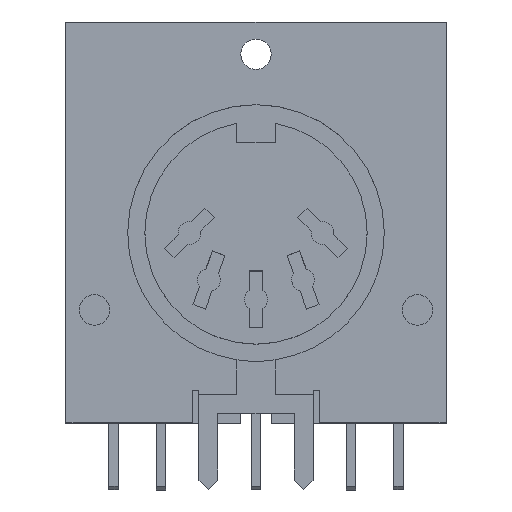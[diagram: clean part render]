
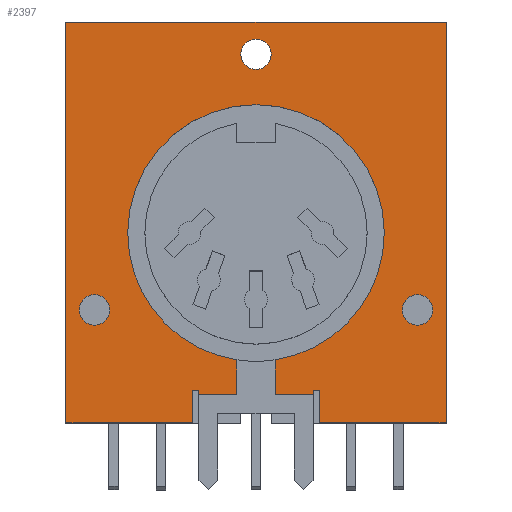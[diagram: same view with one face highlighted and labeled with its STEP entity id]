
A CAD part, top view. The second image highlights one B-rep face of the part: STEP entity #2397.
In plain terms, the highlighted planar face has unit normal (0, 0, 1).
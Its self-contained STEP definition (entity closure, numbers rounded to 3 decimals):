
#1851=DIRECTION('',(0.,-1.,0.));
#1852=VECTOR('',#1851,21.1);
#1853=CARTESIAN_POINT('',(10.,21.1,-0.2));
#1854=LINE('',#1853,#1852);
#1863=DIRECTION('',(-1.,0.,0.));
#1864=VECTOR('',#1863,6.671);
#1865=CARTESIAN_POINT('',(10.,0.,-0.2));
#1866=LINE('',#1865,#1864);
#1871=DIRECTION('',(0.,1.,0.));
#1872=VECTOR('',#1871,1.7);
#1873=CARTESIAN_POINT('',(3.329,0.,-0.2));
#1874=LINE('',#1873,#1872);
#1879=DIRECTION('',(-1.,0.,0.));
#1880=VECTOR('',#1879,0.329);
#1881=CARTESIAN_POINT('',(3.329,1.7,-0.2));
#1882=LINE('',#1881,#1880);
#1887=DIRECTION('',(0.,-1.,0.));
#1888=VECTOR('',#1887,0.2);
#1889=CARTESIAN_POINT('',(3.,1.7,-0.2));
#1890=LINE('',#1889,#1888);
#1891=DIRECTION('',(-1.,0.,0.));
#1892=VECTOR('',#1891,2.);
#1893=CARTESIAN_POINT('',(3.,1.5,-0.2));
#1894=LINE('',#1893,#1892);
#1895=CARTESIAN_POINT('',(0.,10.,-0.2));
#1896=DIRECTION('',(0.,0.,-1.));
#1897=DIRECTION('',(1.,0.,0.));
#1898=AXIS2_PLACEMENT_3D('',#1895,#1896,#1897);
#1900=CARTESIAN_POINT('',(0.,10.,-0.2));
#1901=DIRECTION('',(0.,0.,-1.));
#1902=DIRECTION('',(-1.,0.,0.));
#1903=AXIS2_PLACEMENT_3D('',#1900,#1901,#1902);
#1905=CARTESIAN_POINT('',(0.,10.,-0.2));
#1906=DIRECTION('',(0.,0.,-1.));
#1907=DIRECTION('',(-0.148,-0.989,0.));
#1908=AXIS2_PLACEMENT_3D('',#1905,#1906,#1907);
#1910=DIRECTION('',(1.,0.,0.));
#1911=VECTOR('',#1910,2.);
#1912=CARTESIAN_POINT('',(-3.,1.5,-0.2));
#1913=LINE('',#1912,#1911);
#1914=CARTESIAN_POINT('',(8.5,5.95,-0.2));
#1915=DIRECTION('',(0.,0.,-1.));
#1916=DIRECTION('',(-1.,0.,0.));
#1917=AXIS2_PLACEMENT_3D('',#1914,#1915,#1916);
#1919=CARTESIAN_POINT('',(8.5,5.95,-0.2));
#1920=DIRECTION('',(0.,0.,-1.));
#1921=DIRECTION('',(1.,0.,0.));
#1922=AXIS2_PLACEMENT_3D('',#1919,#1920,#1921);
#1924=CARTESIAN_POINT('',(0.,19.4,-0.2));
#1925=DIRECTION('',(0.,0.,-1.));
#1926=DIRECTION('',(-1.,0.,0.));
#1927=AXIS2_PLACEMENT_3D('',#1924,#1925,#1926);
#1929=CARTESIAN_POINT('',(0.,19.4,-0.2));
#1930=DIRECTION('',(0.,0.,-1.));
#1931=DIRECTION('',(1.,0.,0.));
#1932=AXIS2_PLACEMENT_3D('',#1929,#1930,#1931);
#1934=CARTESIAN_POINT('',(-8.5,5.95,-0.2));
#1935=DIRECTION('',(0.,0.,-1.));
#1936=DIRECTION('',(-1.,0.,0.));
#1937=AXIS2_PLACEMENT_3D('',#1934,#1935,#1936);
#1939=CARTESIAN_POINT('',(-8.5,5.95,-0.2));
#1940=DIRECTION('',(0.,0.,-1.));
#1941=DIRECTION('',(1.,0.,0.));
#1942=AXIS2_PLACEMENT_3D('',#1939,#1940,#1941);
#1948=DIRECTION('',(0.,1.,0.));
#1949=VECTOR('',#1948,1.824);
#1950=CARTESIAN_POINT('',(1.,1.5,-0.2));
#1951=LINE('',#1950,#1949);
#1968=DIRECTION('',(0.,-1.,0.));
#1969=VECTOR('',#1968,1.824);
#1970=CARTESIAN_POINT('',(-1.,3.324,-0.2));
#1971=LINE('',#1970,#1969);
#1988=DIRECTION('',(0.,1.,0.));
#1989=VECTOR('',#1988,0.2);
#1990=CARTESIAN_POINT('',(-3.,1.5,-0.2));
#1991=LINE('',#1990,#1989);
#1996=DIRECTION('',(-1.,0.,0.));
#1997=VECTOR('',#1996,0.329);
#1998=CARTESIAN_POINT('',(-3.,1.7,-0.2));
#1999=LINE('',#1998,#1997);
#2000=DIRECTION('',(0.,-1.,0.));
#2001=VECTOR('',#2000,1.7);
#2002=CARTESIAN_POINT('',(-3.329,1.7,-0.2));
#2003=LINE('',#2002,#2001);
#2004=DIRECTION('',(-1.,0.,0.));
#2005=VECTOR('',#2004,6.671);
#2006=CARTESIAN_POINT('',(-3.329,0.,-0.2));
#2007=LINE('',#2006,#2005);
#2016=DIRECTION('',(0.,1.,0.));
#2017=VECTOR('',#2016,21.1);
#2018=CARTESIAN_POINT('',(-10.,0.,-0.2));
#2019=LINE('',#2018,#2017);
#2032=DIRECTION('',(1.,0.,0.));
#2033=VECTOR('',#2032,20.);
#2034=CARTESIAN_POINT('',(-10.,21.1,-0.2));
#2035=LINE('',#2034,#2033);
#2088=CARTESIAN_POINT('',(3.,1.7,-0.2));
#2090=VERTEX_POINT('',#2088);
#2092=CARTESIAN_POINT('',(-3.,1.7,-0.2));
#2093=CARTESIAN_POINT('',(-3.329,1.7,-0.2));
#2094=VERTEX_POINT('',#2092);
#2095=VERTEX_POINT('',#2093);
#2097=CARTESIAN_POINT('',(-3.,1.5,-0.2));
#2099=VERTEX_POINT('',#2097);
#2102=CARTESIAN_POINT('',(-6.75,10.,-0.2));
#2103=CARTESIAN_POINT('',(6.75,10.,-0.2));
#2104=VERTEX_POINT('',#2102);
#2105=VERTEX_POINT('',#2103);
#2107=CARTESIAN_POINT('',(-10.,0.,-0.2));
#2109=VERTEX_POINT('',#2107);
#2114=CARTESIAN_POINT('',(-0.8,19.4,-0.2));
#2116=VERTEX_POINT('',#2114);
#2118=CARTESIAN_POINT('',(10.,0.,-0.2));
#2120=VERTEX_POINT('',#2118);
#2126=CARTESIAN_POINT('',(-1.,1.5,-0.2));
#2127=VERTEX_POINT('',#2126);
#2128=CARTESIAN_POINT('',(-7.7,5.95,-0.2));
#2129=VERTEX_POINT('',#2128);
#2136=CARTESIAN_POINT('',(10.,21.1,-0.2));
#2137=VERTEX_POINT('',#2136);
#2142=CARTESIAN_POINT('',(-9.3,5.95,-0.2));
#2143=VERTEX_POINT('',#2142);
#2144=CARTESIAN_POINT('',(1.,1.5,-0.2));
#2145=CARTESIAN_POINT('',(1.,3.324,-0.2));
#2146=VERTEX_POINT('',#2144);
#2147=VERTEX_POINT('',#2145);
#2148=CARTESIAN_POINT('',(-10.,21.1,-0.2));
#2149=VERTEX_POINT('',#2148);
#2150=CARTESIAN_POINT('',(0.8,19.4,-0.2));
#2151=VERTEX_POINT('',#2150);
#2154=CARTESIAN_POINT('',(3.329,0.,-0.2));
#2155=CARTESIAN_POINT('',(3.329,1.7,-0.2));
#2156=VERTEX_POINT('',#2154);
#2157=VERTEX_POINT('',#2155);
#2164=CARTESIAN_POINT('',(9.3,5.95,-0.2));
#2165=VERTEX_POINT('',#2164);
#2170=CARTESIAN_POINT('',(3.,1.5,-0.2));
#2171=VERTEX_POINT('',#2170);
#2172=CARTESIAN_POINT('',(-3.329,0.,-0.2));
#2173=VERTEX_POINT('',#2172);
#2174=CARTESIAN_POINT('',(7.7,5.95,-0.2));
#2175=VERTEX_POINT('',#2174);
#2178=CARTESIAN_POINT('',(-1.,3.324,-0.2));
#2179=VERTEX_POINT('',#2178);
#2344=CARTESIAN_POINT('',(50.92,21.4,-0.2));
#2345=DIRECTION('',(0.,0.,-1.));
#2346=DIRECTION('',(-0.707,0.707,0.));
#2347=AXIS2_PLACEMENT_3D('',#2344,#2345,#2346);
#2348=PLANE('',#2347);
#2349=ORIENTED_EDGE('',*,*,#2283,.T.);
#2350=ORIENTED_EDGE('',*,*,#2297,.T.);
#2351=ORIENTED_EDGE('',*,*,#2311,.T.);
#2352=ORIENTED_EDGE('',*,*,#2325,.T.);
#2353=ORIENTED_EDGE('',*,*,#2335,.T.);
#2355=ORIENTED_EDGE('',*,*,#2354,.T.);
#2357=ORIENTED_EDGE('',*,*,#2356,.F.);
#2358=ORIENTED_EDGE('',*,*,#2187,.F.);
#2359=ORIENTED_EDGE('',*,*,#2205,.F.);
#2361=ORIENTED_EDGE('',*,*,#2360,.T.);
#2363=ORIENTED_EDGE('',*,*,#2362,.F.);
#2365=ORIENTED_EDGE('',*,*,#2364,.T.);
#2367=ORIENTED_EDGE('',*,*,#2366,.T.);
#2369=ORIENTED_EDGE('',*,*,#2368,.T.);
#2371=ORIENTED_EDGE('',*,*,#2370,.T.);
#2373=ORIENTED_EDGE('',*,*,#2372,.T.);
#2375=ORIENTED_EDGE('',*,*,#2374,.T.);
#2376=ORIENTED_EDGE('',*,*,#2266,.T.);
#2377=EDGE_LOOP('',(#2349,#2350,#2351,#2352,#2353,#2355,#2357,#2358,#2359,#2361,
#2363,#2365,#2367,#2369,#2371,#2373,#2375,#2376));
#2378=FACE_OUTER_BOUND('',#2377,.F.);
#2380=ORIENTED_EDGE('',*,*,#2379,.F.);
#2382=ORIENTED_EDGE('',*,*,#2381,.F.);
#2383=EDGE_LOOP('',(#2380,#2382));
#2384=FACE_BOUND('',#2383,.F.);
#2386=ORIENTED_EDGE('',*,*,#2385,.F.);
#2388=ORIENTED_EDGE('',*,*,#2387,.F.);
#2389=EDGE_LOOP('',(#2386,#2388));
#2390=FACE_BOUND('',#2389,.F.);
#2392=ORIENTED_EDGE('',*,*,#2391,.F.);
#2394=ORIENTED_EDGE('',*,*,#2393,.F.);
#2395=EDGE_LOOP('',(#2392,#2394));
#2396=FACE_BOUND('',#2395,.F.);
#2397=ADVANCED_FACE('',(#2378,#2384,#2390,#2396),#2348,.F.);
#1899=CIRCLE('',#1898,6.75);
#1904=CIRCLE('',#1903,6.75);
#1909=CIRCLE('',#1908,6.75);
#1918=CIRCLE('',#1917,0.8);
#1923=CIRCLE('',#1922,0.8);
#1928=CIRCLE('',#1927,0.8);
#1933=CIRCLE('',#1932,0.8);
#1938=CIRCLE('',#1937,0.8);
#1943=CIRCLE('',#1942,0.8);
#2187=EDGE_CURVE('',#2104,#2105,#1904,.T.);
#2205=EDGE_CURVE('',#2179,#2104,#1909,.T.);
#2266=EDGE_CURVE('',#2137,#2120,#1854,.T.);
#2283=EDGE_CURVE('',#2120,#2156,#1866,.T.);
#2297=EDGE_CURVE('',#2156,#2157,#1874,.T.);
#2311=EDGE_CURVE('',#2157,#2090,#1882,.T.);
#2325=EDGE_CURVE('',#2090,#2171,#1890,.T.);
#2335=EDGE_CURVE('',#2171,#2146,#1894,.T.);
#2354=EDGE_CURVE('',#2146,#2147,#1951,.T.);
#2356=EDGE_CURVE('',#2105,#2147,#1899,.T.);
#2360=EDGE_CURVE('',#2179,#2127,#1971,.T.);
#2362=EDGE_CURVE('',#2099,#2127,#1913,.T.);
#2364=EDGE_CURVE('',#2099,#2094,#1991,.T.);
#2366=EDGE_CURVE('',#2094,#2095,#1999,.T.);
#2368=EDGE_CURVE('',#2095,#2173,#2003,.T.);
#2370=EDGE_CURVE('',#2173,#2109,#2007,.T.);
#2372=EDGE_CURVE('',#2109,#2149,#2019,.T.);
#2374=EDGE_CURVE('',#2149,#2137,#2035,.T.);
#2379=EDGE_CURVE('',#2175,#2165,#1918,.T.);
#2381=EDGE_CURVE('',#2165,#2175,#1923,.T.);
#2385=EDGE_CURVE('',#2116,#2151,#1928,.T.);
#2387=EDGE_CURVE('',#2151,#2116,#1933,.T.);
#2391=EDGE_CURVE('',#2143,#2129,#1938,.T.);
#2393=EDGE_CURVE('',#2129,#2143,#1943,.T.);
